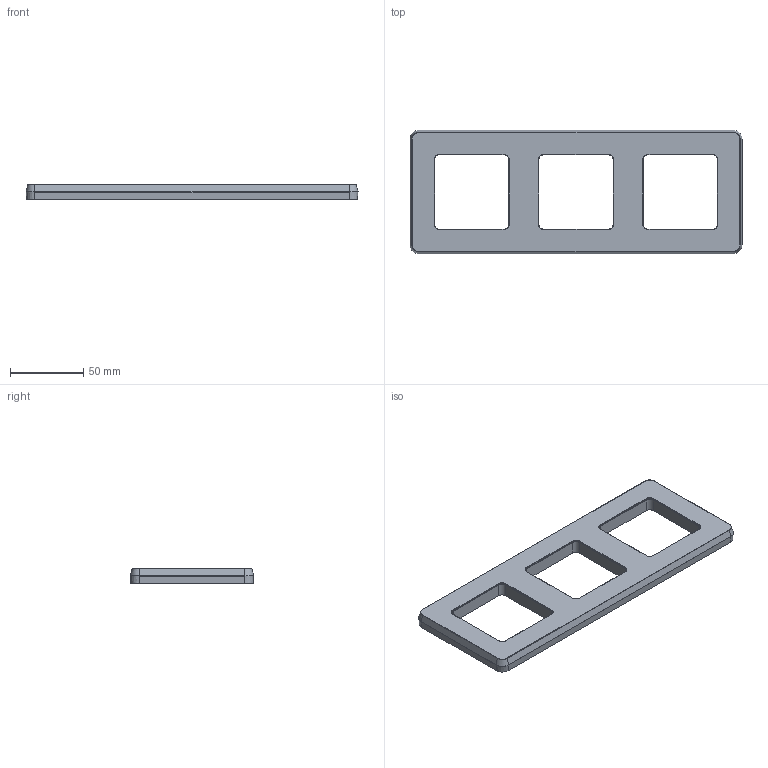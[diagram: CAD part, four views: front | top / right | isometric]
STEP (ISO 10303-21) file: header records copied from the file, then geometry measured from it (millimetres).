
FILE_DESCRIPTION (( 'STEP AP203' ), '1' );
FILE_NAME ('ðàìêà 3-ìåñòíàÿ .STEP', '2025-05-27T11:39:23', ( '' ), ( '' ), 'SwSTEP 2.0', 'SolidWorks 2022', '' );
FILE_SCHEMA (( 'CONFIG_CONTROL_DESIGN' ));
Length unit declared in the file: millimetre
Products named in the file (1): рамка 3-местная 
Bounding box: 226 x 84 x 10 mm (x, y, z)
Volume: 110110.5 mm3; surface area: 33574.3 mm2
Topology: 1 solids, 1 shells, 109 faces, 264 edges, 160 vertices
Faces by surface type: plane 43, cylinder 28, cone 16, torus 12, bspline 10
Entity records: 5366 total; most frequent: CARTESIAN_POINT 2772, ORIENTED_EDGE 528, DIRECTION 516, EDGE_CURVE 264, AXIS2_PLACEMENT_3D 185, VERTEX_POINT 160, VECTOR 146, LINE 146
